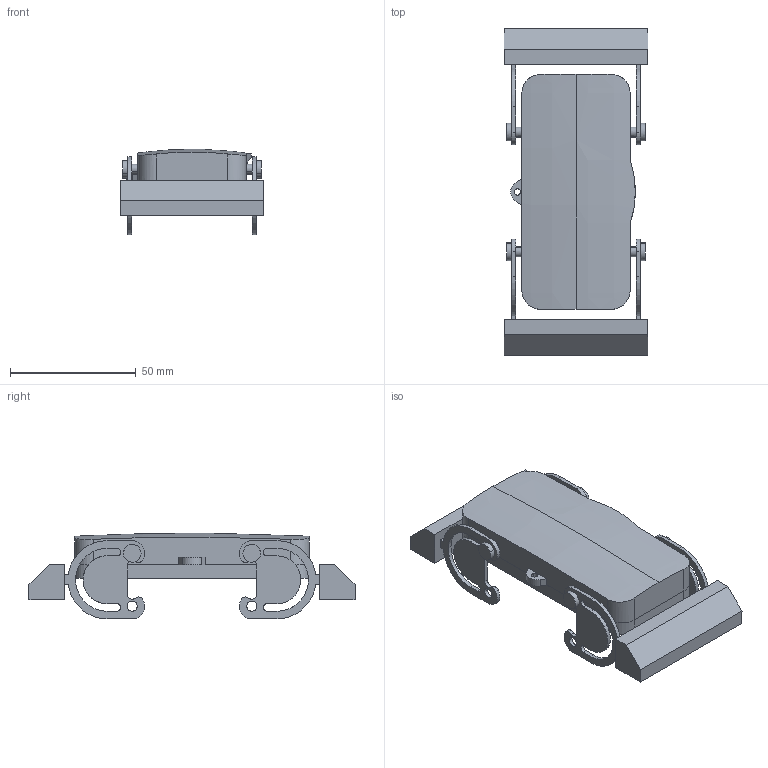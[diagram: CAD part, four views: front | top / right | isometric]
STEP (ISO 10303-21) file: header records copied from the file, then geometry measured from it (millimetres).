
FILE_DESCRIPTION(('CATIA V5 STEP Exchange','CAx-IF Rec.Pracs.--- Model Styling and Organization---1.4--- 2014-01-23'),'2;1');
FILE_NAME ('13374095_2', '2019-07-25T14:18:00+00:00', ('none'), ('Weidmueller'), 'CATIA Version 5-6 Release 2016 SP3 HF44', 'CATIA V5 STEP AP214', 'none');
FILE_SCHEMA(('AUTOMOTIVE_DESIGN { 1 0 10303 214 1 1 1 1 }'));
Length unit declared in the file: millimetre
Products named in the file (1): 1665270000
Bounding box: 57 x 129.5 x 33.98 mm (x, y, z)
Volume: 49005.8 mm3; surface area: 30551.5 mm2
Topology: 2 solids, 2 shells, 249 faces, 686 edges, 448 vertices
Faces by surface type: plane 140, cylinder 105, revolution 4
Entity records: 7841 total; most frequent: CARTESIAN_POINT 1939, ORIENTED_EDGE 1372, DIRECTION 911, EDGE_CURVE 686, VERTEX_POINT 448, VECTOR 419, LINE 419, AXIS2_PLACEMENT_3D 338
